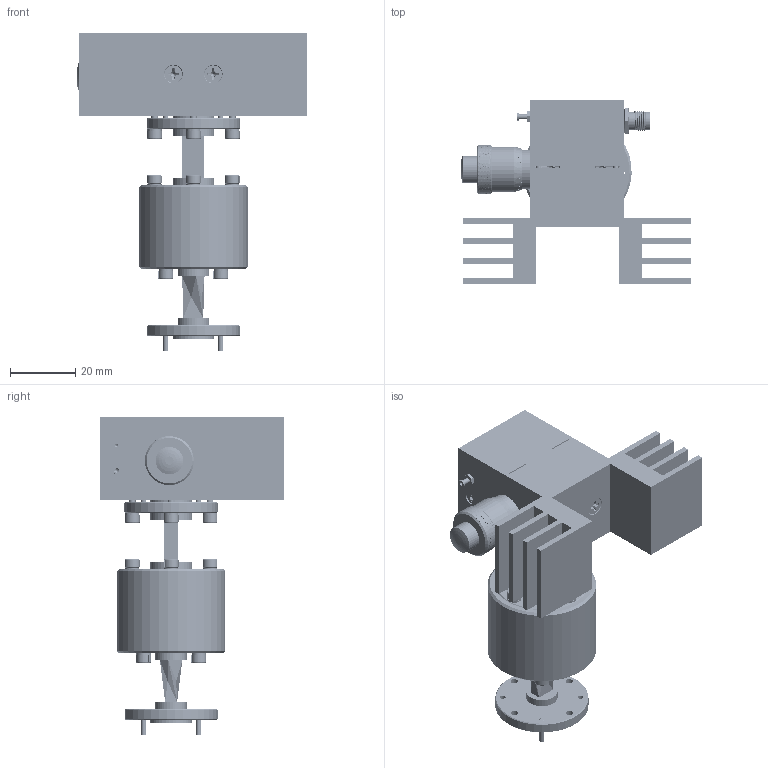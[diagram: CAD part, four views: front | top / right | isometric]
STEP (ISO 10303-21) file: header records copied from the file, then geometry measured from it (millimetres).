
FILE_DESCRIPTION (( 'STEP AP203' ), '1' );
FILE_NAME ('SOM-50314317-19-MI.STEP', '2019-04-03T16:28:25', ( '' ), ( '' ), 'SwSTEP 2.0', 'SolidWorks 2016', '' );
FILE_SCHEMA (( 'CONFIG_CONTROL_DESIGN' ));
Products named in the file (1): SOM-50314317-19-MI
Bounding box: 70.66 x 56.26 x 97.55 mm (x, y, z)
Volume: 60288.5 mm3; surface area: 47588.3 mm2
Topology: 66 solids, 67 shells, 4073 faces, 10994 edges, 7117 vertices
Faces by surface type: plane 1800, cylinder 1616, cone 489, bspline 142, torus 26
Entity records: 157006 total; most frequent: CARTESIAN_POINT 63478, ORIENTED_EDGE 21812, DIRECTION 16863, EDGE_CURVE 10906, VERTEX_POINT 7117, AXIS2_PLACEMENT_3D 6351, EDGE_LOOP 4365, VECTOR 4161
